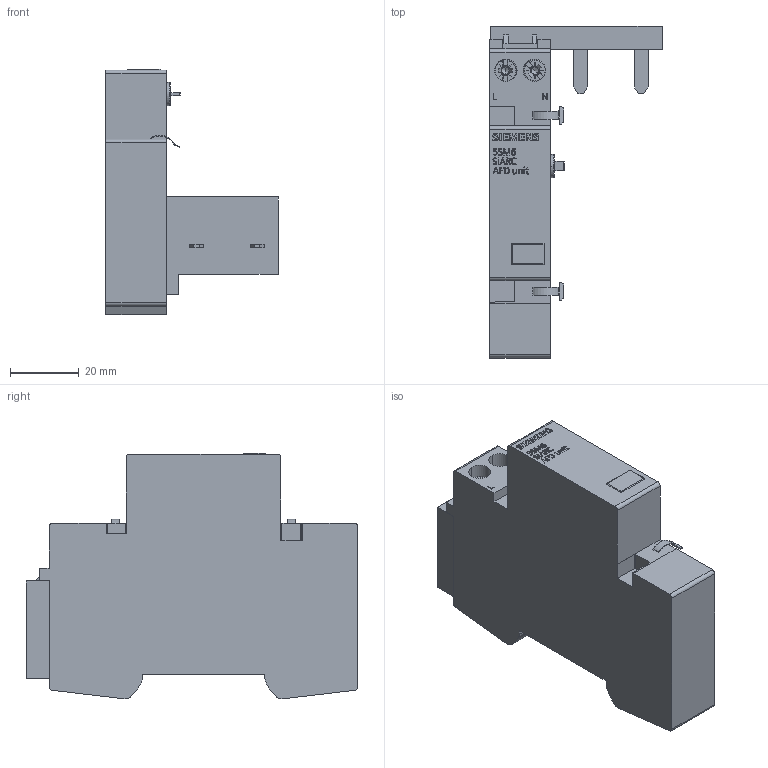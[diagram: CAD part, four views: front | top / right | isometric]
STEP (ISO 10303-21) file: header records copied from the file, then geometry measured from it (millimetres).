
FILE_DESCRIPTION(('STEP AP214'),'1');
FILE_NAME('cctmp_E2107860-38AC-4734-B4A7-39CC0798E3DE_2023_08_15_13_19_41_0136..stp','2023-08-15T11:19:41',('SIEMENS A&D'),('CADClick - www.CADClick.com'),'Spatial InterOp 3D postprocessed',' ','unknown authorization');
FILE_SCHEMA(('AUTOMOTIVE_DESIGN'));
Length unit declared in the file: millimetre
Products named in the file (1): 2023_08_15_13_19_41_0105
Bounding box: 50.1 x 96.5 x 71.3 mm (x, y, z)
Volume: 97478.5 mm3; surface area: 20575.3 mm2
Topology: 1 solids, 1 shells, 564 faces, 1491 edges, 965 vertices
Faces by surface type: plane 375, extrusion 68, cylinder 64, cone 35, bspline 12, torus 6, sphere 4
Entity records: 21002 total; most frequent: CARTESIAN_POINT 5707, ORIENTED_EDGE 2966, DIRECTION 2463, EDGE_CURVE 1483, VECTOR 1073, LINE 1005, VERTEX_POINT 965, AXIS2_PLACEMENT_3D 695
